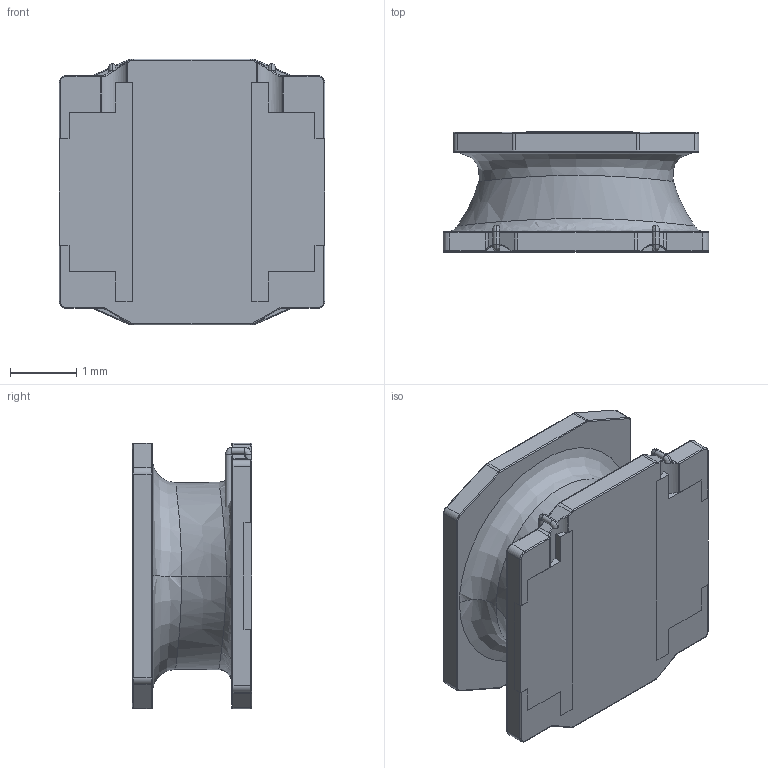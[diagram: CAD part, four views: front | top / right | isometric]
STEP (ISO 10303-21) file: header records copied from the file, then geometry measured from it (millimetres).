
FILE_DESCRIPTION (( 'STEP AP214' ), '1' );
FILE_NAME ('LQH44PN3R3MPRL.STEP', '2023-06-28T09:40:13', ( '' ), ( '' ), 'SwSTEP 2.0', 'SolidWorks 2017', '' );
FILE_SCHEMA (( 'AUTOMOTIVE_DESIGN' ));
Length unit declared in the file: millimetre
Products named in the file (5): body; terminals; LQH44PN3R3MPRL; terminal wire; logo
Assembly tree (4 placements, depth 2):
  LQH44PN3R3MPRL
    body
    logo
    terminals
    terminal wire
Bounding box: 4 x 1.8 x 4 mm (x, y, z)
Volume: 17.3 mm3; surface area: 77.9 mm2
Topology: 6 solids, 6 shells, 434 faces, 1166 edges, 730 vertices
Faces by surface type: bspline 180, plane 154, cylinder 100
Entity records: 20898 total; most frequent: CARTESIAN_POINT 6487, ORIENTED_EDGE 2300, DIRECTION 1507, EDGE_CURVE 1150, VERTEX_POINT 730, LINE 579, VECTOR 579, AXIS2_PLACEMENT_3D 464
